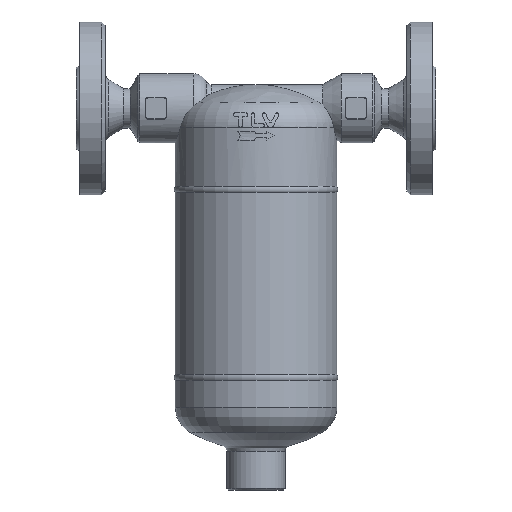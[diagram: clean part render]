
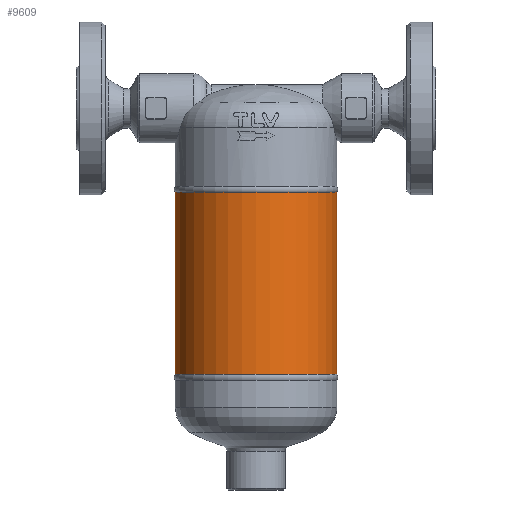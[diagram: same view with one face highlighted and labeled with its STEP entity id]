
A CAD part, front view. The second image highlights one B-rep face of the part: STEP entity #9609.
In plain terms, the highlighted cylindrical face has radius 44.55 mm (diameter 89.1 mm), a full revolution.
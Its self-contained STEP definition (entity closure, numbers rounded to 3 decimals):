
#9328=CARTESIAN_POINT('',(-44.55,0.,-101.883));
#9329=VERTEX_POINT('',#9328);
#9330=CARTESIAN_POINT('',(0.,0.0,-101.883));
#9331=DIRECTION('',(0.0,0.0,-1.0));
#9332=DIRECTION('',(1.0,0.0,0.0));
#9333=AXIS2_PLACEMENT_3D('',#9330,#9331,#9332);
#9334=CIRCLE('',#9333,44.55);
#9335=EDGE_CURVE('',#9329,#9329,#9334,.T.);
#9345=CARTESIAN_POINT('',(-44.55,0.,-1.617));
#9346=VERTEX_POINT('',#9345);
#9347=CARTESIAN_POINT('',(0.,0.0,-1.617));
#9348=DIRECTION('',(0.0,0.0,1.0));
#9349=DIRECTION('',(1.0,0.0,0.0));
#9350=AXIS2_PLACEMENT_3D('',#9347,#9348,#9349);
#9351=CIRCLE('',#9350,44.55);
#9352=EDGE_CURVE('',#9346,#9346,#9351,.T.);
#9598=CARTESIAN_POINT('',(0.,0.0,0.));
#9599=DIRECTION('',(0.,0.0,-1.0));
#9600=DIRECTION('',(1.0,0.0,0.0));
#9601=AXIS2_PLACEMENT_3D('',#9598,#9599,#9600);
#9602=CYLINDRICAL_SURFACE('',#9601,44.55);
#9603=ORIENTED_EDGE('',*,*,#9352,.F.);
#9604=EDGE_LOOP('',(#9603));
#9605=FACE_OUTER_BOUND('',#9604,.T.);
#9606=ORIENTED_EDGE('',*,*,#9335,.F.);
#9607=EDGE_LOOP('',(#9606));
#9608=FACE_BOUND('',#9607,.T.);
#9609=ADVANCED_FACE('',(#9605,#9608),#9602,.T.);
